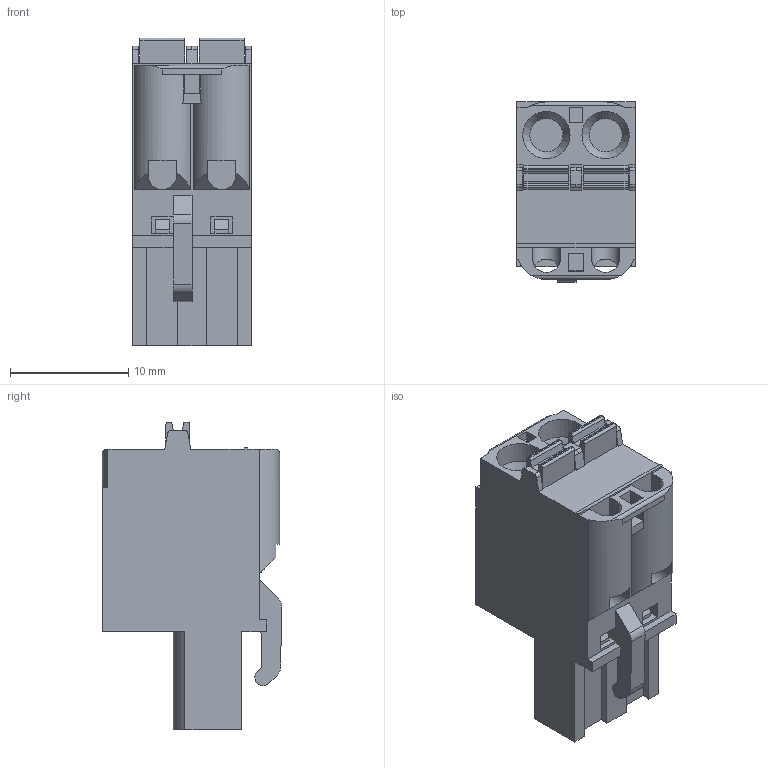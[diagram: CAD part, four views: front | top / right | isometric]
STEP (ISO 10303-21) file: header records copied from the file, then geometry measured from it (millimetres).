
FILE_DESCRIPTION(('STEP AP214'),'1');
FILE_NAME('SHM02-5.stp','2021-03-04T15:04:24',(' '),(' '),'Spatial InterOp 3D',' ',' ');
FILE_SCHEMA(('automotive_design'));
Length unit declared in the file: metre
Products named in the file (1): 1
Bounding box: 10 x 15.2 x 26 mm (x, y, z)
Volume: 2445.5 mm3; surface area: 1714.1 mm2
Topology: 1 solids, 1 shells, 206 faces, 575 edges, 380 vertices
Faces by surface type: plane 161, cylinder 40, cone 4, extrusion 1
Full cylindrical faces by diameter (mm): 4 x2
Entity records: 8232 total; most frequent: CARTESIAN_POINT 1215, ORIENTED_EDGE 1134, DIRECTION 1068, EDGE_CURVE 567, VECTOR 464, LINE 463, VERTEX_POINT 378, AXIS2_PLACEMENT_3D 302
